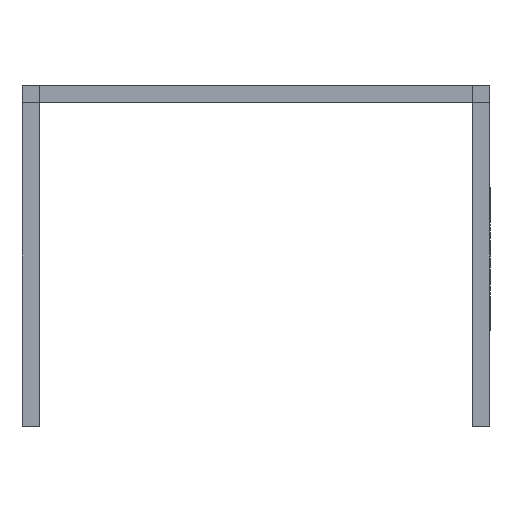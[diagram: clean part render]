
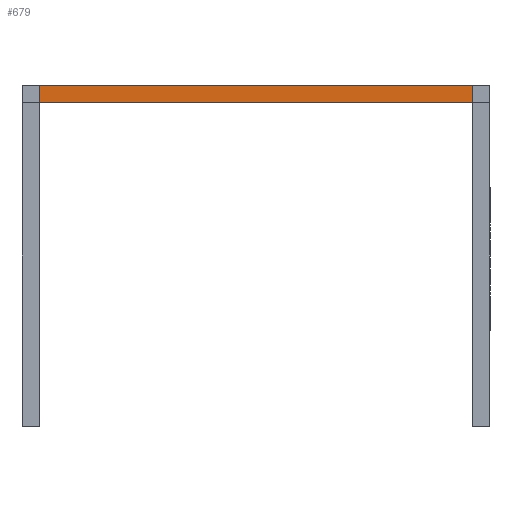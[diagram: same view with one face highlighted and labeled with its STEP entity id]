
A CAD part, front view. The second image highlights one B-rep face of the part: STEP entity #679.
In plain terms, the highlighted planar face has unit normal (0, -1, 0).
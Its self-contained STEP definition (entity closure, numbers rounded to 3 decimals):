
#63 = CARTESIAN_POINT ( 'NONE',  ( -25.5, -250., 0. ) ) ;
#75 = DIRECTION ( 'NONE',  ( 0., 0., 1. ) ) ;
#338 = VERTEX_POINT ( 'NONE', #3735 ) ;
#339 = CARTESIAN_POINT ( 'NONE',  ( -25.5, -250., -2. ) ) ;
#387 = EDGE_CURVE ( 'NONE', #2764, #3464, #2684, .T. ) ;
#526 = CARTESIAN_POINT ( 'NONE',  ( -25.5, -250., -2. ) ) ;
#551 = FACE_OUTER_BOUND ( 'NONE', #2654, .T. ) ;
#679 = ADVANCED_FACE ( 'NONE', ( #551 ), #1711, .T. ) ;
#683 = VECTOR ( 'NONE', #2419, 1000. ) ;
#810 = DIRECTION ( 'NONE',  ( 0., 0., -1. ) ) ;
#1065 = VECTOR ( 'NONE', #1963, 1000. ) ;
#1308 = CARTESIAN_POINT ( 'NONE',  ( 25.5, -250., -2. ) ) ;
#1331 = VERTEX_POINT ( 'NONE', #1308 ) ;
#1470 = LINE ( 'NONE', #2113, #683 ) ;
#1586 = ORIENTED_EDGE ( 'NONE', *, *, #3302, .T. ) ;
#1647 = CARTESIAN_POINT ( 'NONE',  ( -25.5, -250., -2. ) ) ;
#1711 = PLANE ( 'NONE',  #1988 ) ;
#1829 = CARTESIAN_POINT ( 'NONE',  ( -27.5, -250., 0. ) ) ;
#1880 = ORIENTED_EDGE ( 'NONE', *, *, #3354, .F. ) ;
#1963 = DIRECTION ( 'NONE',  ( 0., 0., 1. ) ) ;
#1988 = AXIS2_PLACEMENT_3D ( 'NONE', #526, #2629, #810 ) ;
#2113 = CARTESIAN_POINT ( 'NONE',  ( -27.5, -250., -2. ) ) ;
#2169 = LINE ( 'NONE', #3681, #2693 ) ;
#2183 = LINE ( 'NONE', #1829, #3692 ) ;
#2252 = ORIENTED_EDGE ( 'NONE', *, *, #387, .F. ) ;
#2419 = DIRECTION ( 'NONE',  ( 1., 0., 0. ) ) ;
#2629 = DIRECTION ( 'NONE',  ( 0., -1., 0. ) ) ;
#2654 = EDGE_LOOP ( 'NONE', ( #2999, #1880, #2252, #1586 ) ) ;
#2684 = LINE ( 'NONE', #1647, #1065 ) ;
#2693 = VECTOR ( 'NONE', #75, 1000. ) ;
#2764 = VERTEX_POINT ( 'NONE', #339 ) ;
#2826 = EDGE_CURVE ( 'NONE', #1331, #338, #2169, .T. ) ;
#2999 = ORIENTED_EDGE ( 'NONE', *, *, #2826, .T. ) ;
#3302 = EDGE_CURVE ( 'NONE', #2764, #1331, #1470, .T. ) ;
#3313 = DIRECTION ( 'NONE',  ( 1., 0., 0. ) ) ;
#3354 = EDGE_CURVE ( 'NONE', #3464, #338, #2183, .T. ) ;
#3464 = VERTEX_POINT ( 'NONE', #63 ) ;
#3681 = CARTESIAN_POINT ( 'NONE',  ( 25.5, -250., -2. ) ) ;
#3692 = VECTOR ( 'NONE', #3313, 1000. ) ;
#3735 = CARTESIAN_POINT ( 'NONE',  ( 25.5, -250., 0. ) ) ;
